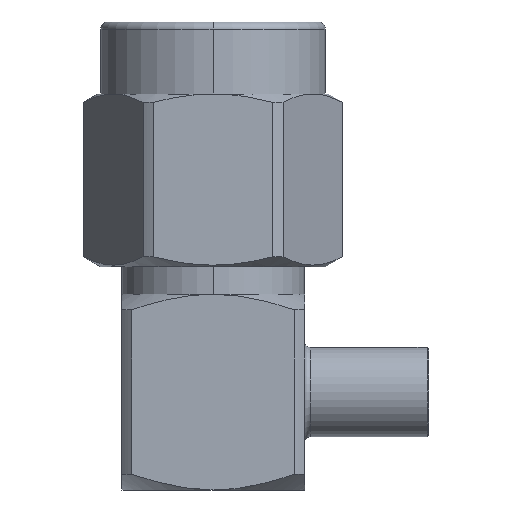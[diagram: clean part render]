
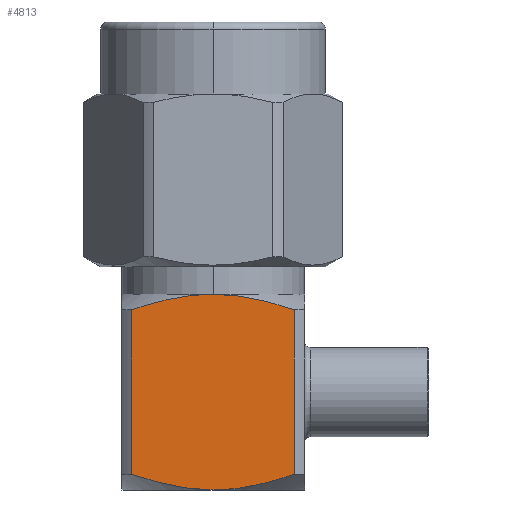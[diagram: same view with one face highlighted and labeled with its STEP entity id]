
A CAD part, left-side view. The second image highlights one B-rep face of the part: STEP entity #4813.
In plain terms, the highlighted planar face has unit normal (-1, 0, 0).
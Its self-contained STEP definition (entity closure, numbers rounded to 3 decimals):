
#11 = ORIENTED_EDGE ( 'NONE', *, *, #2659, .F. ) ;
#207 = CARTESIAN_POINT ( 'NONE',  ( -3.175, 0., 0. ) ) ;
#258 = CARTESIAN_POINT ( 'NONE',  ( -3.175, 0.484, 6.786 ) ) ;
#277 = CARTESIAN_POINT ( 'NONE',  ( -3.175, 0., 0. ) ) ;
#291 = CARTESIAN_POINT ( 'NONE',  ( -3.175, -0.482, 6.8 ) ) ;
#321 = CARTESIAN_POINT ( 'NONE',  ( -3.175, -2.825, 6.254 ) ) ;
#458 = CARTESIAN_POINT ( 'NONE',  ( -3.175, 2.37, 6.408 ) ) ;
#496 = ORIENTED_EDGE ( 'NONE', *, *, #3732, .F. ) ;
#576 = EDGE_CURVE ( 'NONE', #3218, #2618, #4145, .T. ) ;
#603 = VERTEX_POINT ( 'NONE', #666 ) ;
#666 = CARTESIAN_POINT ( 'NONE',  ( -3.175, 2.825, 0.546 ) ) ;
#830 = CARTESIAN_POINT ( 'NONE',  ( -3.175, -1.899, 6.546 ) ) ;
#892 = CARTESIAN_POINT ( 'NONE',  ( -3.175, -0.958, 0.058 ) ) ;
#994 = LINE ( 'NONE', #2937, #4391 ) ;
#1120 = CARTESIAN_POINT ( 'NONE',  ( -3.175, -0.958, 6.742 ) ) ;
#1617 = CARTESIAN_POINT ( 'NONE',  ( -3.175, 2.825, 6.254 ) ) ;
#1872 = CARTESIAN_POINT ( 'NONE',  ( -3.175, 0., 0. ) ) ;
#1894 = CARTESIAN_POINT ( 'NONE',  ( -3.175, 1.909, 6.543 ) ) ;
#1999 = ORIENTED_EDGE ( 'NONE', *, *, #5069, .F. ) ;
#2048 = B_SPLINE_CURVE_WITH_KNOTS ( 'NONE', 3,
 ( #3327, #2359, #4779, #892, #2834, #1872 ),
 .UNSPECIFIED., .F., .F.,
 ( 4, 2, 4 ),
 ( 0.003, 0.005, 0.006 ),
 .UNSPECIFIED. ) ;
#2161 = CARTESIAN_POINT ( 'NONE',  ( -3.175, 2.825, 0.546 ) ) ;
#2252 = CARTESIAN_POINT ( 'NONE',  ( -3.175, 1.909, 0.257 ) ) ;
#2359 = CARTESIAN_POINT ( 'NONE',  ( -3.175, -2.367, 0.391 ) ) ;
#2522 = DIRECTION ( 'NONE',  ( -1., 0., 0. ) ) ;
#2618 = VERTEX_POINT ( 'NONE', #3262 ) ;
#2659 = EDGE_CURVE ( 'NONE', #603, #4363, #994, .T. ) ;
#2738 = EDGE_CURVE ( 'NONE', #4363, #2847, #3482, .T. ) ;
#2755 = CARTESIAN_POINT ( 'NONE',  ( -3.175, -2.825, 6.254 ) ) ;
#2834 = CARTESIAN_POINT ( 'NONE',  ( -3.175, -0.482, 0. ) ) ;
#2847 = VERTEX_POINT ( 'NONE', #4000 ) ;
#2902 = AXIS2_PLACEMENT_3D ( 'NONE', #3055, #2522, #3492 ) ;
#2937 = CARTESIAN_POINT ( 'NONE',  ( -3.175, 2.825, 0. ) ) ;
#2995 = CARTESIAN_POINT ( 'NONE',  ( -3.175, 0.241, 6.8 ) ) ;
#3026 = FACE_OUTER_BOUND ( 'NONE', #5945, .T. ) ;
#3055 = CARTESIAN_POINT ( 'NONE',  ( -3.175, -3.175, 6.8 ) ) ;
#3218 = VERTEX_POINT ( 'NONE', #2755 ) ;
#3262 = CARTESIAN_POINT ( 'NONE',  ( -3.175, -2.825, 0.546 ) ) ;
#3305 = B_SPLINE_CURVE_WITH_KNOTS ( 'NONE', 3,
 ( #277, #6128, #4615, #4139, #5087, #2252, #4677, #2161 ),
 .UNSPECIFIED., .F., .F.,
 ( 4, 2, 2, 4 ),
 ( 0.006, 0.007, 0.008, 0.009 ),
 .UNSPECIFIED. ) ;
#3327 = CARTESIAN_POINT ( 'NONE',  ( -3.175, -2.825, 0.546 ) ) ;
#3389 = VECTOR ( 'NONE', #5478, 1000. ) ;
#3482 = B_SPLINE_CURVE_WITH_KNOTS ( 'NONE', 3,
 ( #6213, #458, #1894, #3818, #5646, #258, #2995, #3528 ),
 .UNSPECIFIED., .F., .F.,
 ( 4, 2, 2, 4 ),
 ( 0.011, 0.013, 0.014, 0.014 ),
 .UNSPECIFIED. ) ;
#3492 = DIRECTION ( 'NONE',  ( 0., -1., 0. ) ) ;
#3528 = CARTESIAN_POINT ( 'NONE',  ( -3.175, 0., 6.8 ) ) ;
#3546 = CARTESIAN_POINT ( 'NONE',  ( -3.175, -2.825, 0. ) ) ;
#3732 = EDGE_CURVE ( 'NONE', #2847, #3218, #5146, .T. ) ;
#3818 = CARTESIAN_POINT ( 'NONE',  ( -3.175, 1.204, 6.691 ) ) ;
#4000 = CARTESIAN_POINT ( 'NONE',  ( -3.175, 0., 6.8 ) ) ;
#4085 = ORIENTED_EDGE ( 'NONE', *, *, #5339, .F. ) ;
#4139 = CARTESIAN_POINT ( 'NONE',  ( -3.175, 0.966, 0.069 ) ) ;
#4145 = LINE ( 'NONE', #3546, #3389 ) ;
#4151 = CARTESIAN_POINT ( 'NONE',  ( -3.175, 0., 6.8 ) ) ;
#4286 = DIRECTION ( 'NONE',  ( 0., 0., 1. ) ) ;
#4363 = VERTEX_POINT ( 'NONE', #1617 ) ;
#4391 = VECTOR ( 'NONE', #4286, 1000. ) ;
#4615 = CARTESIAN_POINT ( 'NONE',  ( -3.175, 0.484, 0.014 ) ) ;
#4677 = CARTESIAN_POINT ( 'NONE',  ( -3.175, 2.37, 0.392 ) ) ;
#4779 = CARTESIAN_POINT ( 'NONE',  ( -3.175, -1.899, 0.254 ) ) ;
#4813 = ADVANCED_FACE ( 'NONE', ( #3026 ), #4944, .T. ) ;
#4944 = PLANE ( 'NONE',  #2902 ) ;
#5069 = EDGE_CURVE ( 'NONE', #2618, #6090, #2048, .T. ) ;
#5087 = CARTESIAN_POINT ( 'NONE',  ( -3.175, 1.204, 0.109 ) ) ;
#5146 = B_SPLINE_CURVE_WITH_KNOTS ( 'NONE', 3,
 ( #4151, #291, #1120, #830, #5578, #321 ),
 .UNSPECIFIED., .F., .F.,
 ( 4, 2, 4 ),
 ( 0.014, 0.016, 0.017 ),
 .UNSPECIFIED. ) ;
#5339 = EDGE_CURVE ( 'NONE', #6090, #603, #3305, .T. ) ;
#5478 = DIRECTION ( 'NONE',  ( 0., 0., -1. ) ) ;
#5547 = ORIENTED_EDGE ( 'NONE', *, *, #2738, .F. ) ;
#5578 = CARTESIAN_POINT ( 'NONE',  ( -3.175, -2.367, 6.409 ) ) ;
#5646 = CARTESIAN_POINT ( 'NONE',  ( -3.175, 0.966, 6.731 ) ) ;
#5689 = ORIENTED_EDGE ( 'NONE', *, *, #576, .F. ) ;
#5945 = EDGE_LOOP ( 'NONE', ( #5547, #11, #4085, #1999, #5689, #496 ) ) ;
#6090 = VERTEX_POINT ( 'NONE', #207 ) ;
#6128 = CARTESIAN_POINT ( 'NONE',  ( -3.175, 0.241, 0. ) ) ;
#6213 = CARTESIAN_POINT ( 'NONE',  ( -3.175, 2.825, 6.254 ) ) ;
